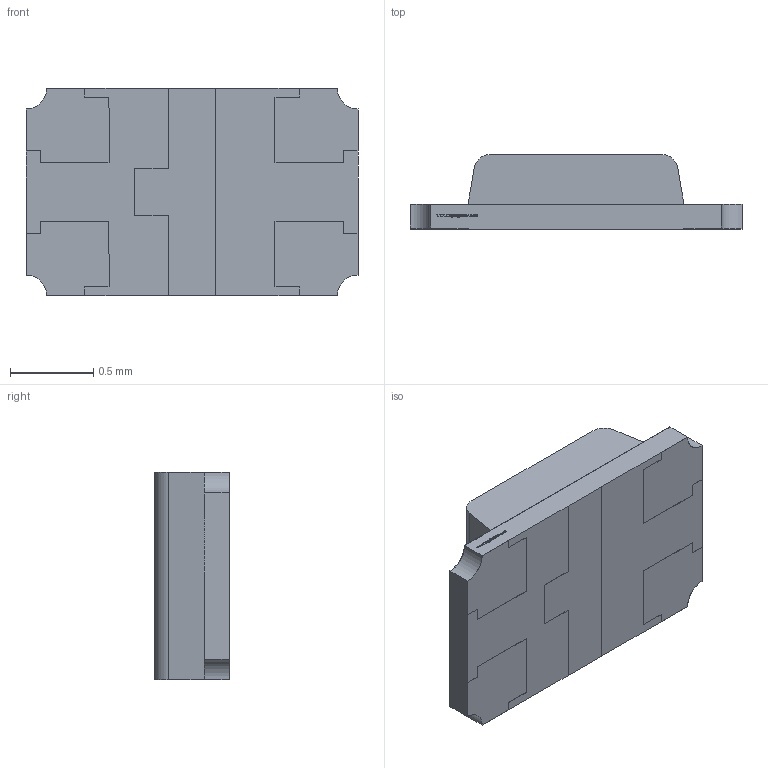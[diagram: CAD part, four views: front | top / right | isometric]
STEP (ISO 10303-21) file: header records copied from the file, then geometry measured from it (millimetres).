
FILE_DESCRIPTION (( 'STEP AP214' ), '1' );
FILE_NAME ('APHBM2012.STEP', '2008-09-05T15:52:42', ( '' ), ( '' ), 'SwSTEP 2.0', 'SolidWorks 2008', '' );
FILE_SCHEMA (( 'AUTOMOTIVE_DESIGN' ));
Length unit declared in the file: millimetre
Products named in the file (1): APHBM2012
Bounding box: 2 x 0.45 x 1.25 mm (x, y, z)
Volume: 0.8 mm3; surface area: 12.7 mm2
Topology: 11 solids, 11 shells, 399 faces, 1047 edges, 698 vertices
Faces by surface type: plane 261, bspline 116, cylinder 22
Entity records: 22066 total; most frequent: CARTESIAN_POINT 8533, ORIENTED_EDGE 2094, DIRECTION 1427, EDGE_CURVE 1047, VECTOR 771, LINE 771, VERTEX_POINT 698, EDGE_LOOP 427
